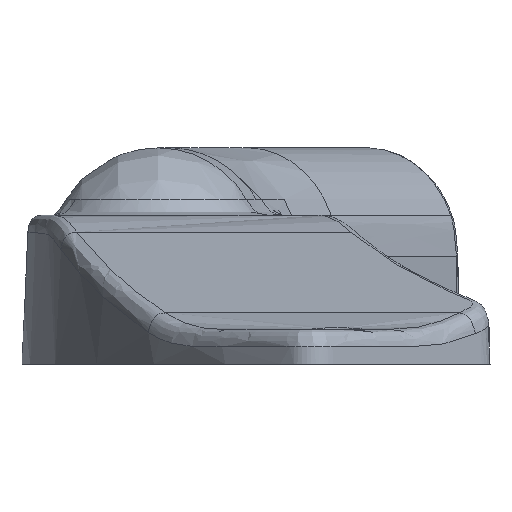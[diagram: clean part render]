
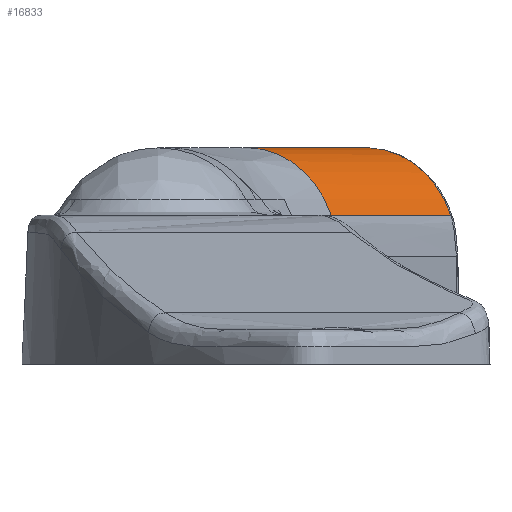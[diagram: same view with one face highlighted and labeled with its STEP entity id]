
A CAD part, left-side view. The second image highlights one B-rep face of the part: STEP entity #16833.
In plain terms, the highlighted cylindrical face has radius 6.25 mm (diameter 12.5 mm), a partial arc.
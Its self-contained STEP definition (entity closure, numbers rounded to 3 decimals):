
#145 = CARTESIAN_POINT ( 'NONE',  ( 34.996, -11.501, 9.633 ) ) ;
#239 = CARTESIAN_POINT ( 'NONE',  ( 39.945, -3.88, 11.245 ) ) ;
#394 = CARTESIAN_POINT ( 'NONE',  ( 40.77, -2.61, 9.535 ) ) ;
#2085 = VERTEX_POINT ( 'NONE', #394 ) ;
#2107 = VERTEX_POINT ( 'NONE', #17318 ) ;
#2112 = CARTESIAN_POINT ( 'NONE',  ( 29.122, 2.772, 12.5 ) ) ;
#2246 = ORIENTED_EDGE ( 'NONE', *, *, #6134, .F. ) ;
#2630 = ORIENTED_EDGE ( 'NONE', *, *, #8738, .F. ) ;
#2754 = CARTESIAN_POINT ( 'NONE',  ( 37.9, -7.028, 12.526 ) ) ;
#2991 = AXIS2_PLACEMENT_3D ( 'NONE', #16047, #3739, #3558 ) ;
#3329 = B_SPLINE_CURVE_WITH_KNOTS ( 'NONE', 3,
 ( #5621, #16893, #145, #12916, #4325, #4234, #7097, #8666, #17072, #2754, #9866, #14033, #4412, #14302, #239, #9957, #7004, #14213 ),
 .UNSPECIFIED., .F., .F.,
 ( 4, 2, 2, 2, 2, 2, 2, 2, 4 ),
 ( 0., 0.125, 0.25, 0.375, 0.5, 0.625, 0.75, 0.875, 1. ),
 .UNSPECIFIED. ) ;
#3368 = EDGE_LOOP ( 'NONE', ( #16718, #12261, #2246, #2630 ) ) ;
#3469 = FACE_OUTER_BOUND ( 'NONE', #3368, .T. ) ;
#3558 = DIRECTION ( 'NONE',  ( 0.545, 0.839, 0. ) ) ;
#3705 = CARTESIAN_POINT ( 'NONE',  ( 27.62, -7.313, 8.6 ) ) ;
#3739 = DIRECTION ( 'NONE',  ( 0.839, -0.545, 0. ) ) ;
#3800 = CARTESIAN_POINT ( 'NONE',  ( 24.07, -5.008, 8.6 ) ) ;
#4234 = CARTESIAN_POINT ( 'NONE',  ( 36.108, -9.788, 11.623 ) ) ;
#4325 = CARTESIAN_POINT ( 'NONE',  ( 35.605, -10.563, 10.943 ) ) ;
#4412 = CARTESIAN_POINT ( 'NONE',  ( 39.127, -5.139, 12.09 ) ) ;
#5621 = CARTESIAN_POINT ( 'NONE',  ( 34.722, -11.922, 8.599 ) ) ;
#5901 = EDGE_CURVE ( 'NONE', #15389, #13808, #13726, .T. ) ;
#6134 = EDGE_CURVE ( 'NONE', #2107, #2085, #17687, .T. ) ;
#6760 = CARTESIAN_POINT ( 'NONE',  ( 34.722, -11.922, 8.599 ) ) ;
#7004 = CARTESIAN_POINT ( 'NONE',  ( 40.606, -2.861, 10.024 ) ) ;
#7097 = CARTESIAN_POINT ( 'NONE',  ( 36.385, -9.361, 11.899 ) ) ;
#8204 =( BOUNDED_CURVE ( )  B_SPLINE_CURVE ( 2, ( #11994, #9131, #14775, #2112, #17720 ),
 .UNSPECIFIED., .F., .T. ) 
 B_SPLINE_CURVE_WITH_KNOTS ( ( 3, 2, 3 ),
 ( 0., 0.538, 1. ),
 .UNSPECIFIED. ) 
 CURVE ( )  GEOMETRIC_REPRESENTATION_ITEM ( )  RATIONAL_B_SPLINE_CURVE ( ( 0.889, 0.782, 1., 0.812, 0.865 ) ) 
 REPRESENTATION_ITEM ( '' )  );
#8360 = EDGE_CURVE ( 'NONE', #13808, #2085, #3329, .T. ) ;
#8666 = CARTESIAN_POINT ( 'NONE',  ( 36.97, -8.46, 12.303 ) ) ;
#8738 = EDGE_CURVE ( 'NONE', #15389, #2107, #8204, .T. ) ;
#9117 = CARTESIAN_POINT ( 'NONE',  ( 40.77, -2.61, 9.535 ) ) ;
#9131 = CARTESIAN_POINT ( 'NONE',  ( 24.931, -3.681, 12.5 ) ) ;
#9866 = CARTESIAN_POINT ( 'NONE',  ( 38.215, -6.543, 12.495 ) ) ;
#9957 = CARTESIAN_POINT ( 'NONE',  ( 40.405, -3.171, 10.47 ) ) ;
#11893 = CARTESIAN_POINT ( 'NONE',  ( 30.366, 4.147, 9.535 ) ) ;
#11978 = CARTESIAN_POINT ( 'NONE',  ( 30.119, 4.307, 9.535 ) ) ;
#11994 = CARTESIAN_POINT ( 'NONE',  ( 24.07, -5.008, 8.6 ) ) ;
#12063 = CARTESIAN_POINT ( 'NONE',  ( 33.918, 1.839, 9.534 ) ) ;
#12261 = ORIENTED_EDGE ( 'NONE', *, *, #8360, .T. ) ;
#12916 = CARTESIAN_POINT ( 'NONE',  ( 35.379, -10.911, 10.539 ) ) ;
#13175 = CARTESIAN_POINT ( 'NONE',  ( 24.07, -5.008, 8.6 ) ) ;
#13726 = B_SPLINE_CURVE_WITH_KNOTS ( 'NONE', 3,
 ( #3800, #3705, #17754, #6760 ),
 .UNSPECIFIED., .F., .F.,
 ( 4, 4 ),
 ( 0., 1. ),
 .UNSPECIFIED. ) ;
#13808 = VERTEX_POINT ( 'NONE', #15466 ) ;
#14033 = CARTESIAN_POINT ( 'NONE',  ( 38.829, -5.598, 12.277 ) ) ;
#14213 = CARTESIAN_POINT ( 'NONE',  ( 40.77, -2.61, 9.535 ) ) ;
#14302 = CARTESIAN_POINT ( 'NONE',  ( 39.685, -4.28, 11.574 ) ) ;
#14775 = CARTESIAN_POINT ( 'NONE',  ( 27.224, -0.15, 12.5 ) ) ;
#15389 = VERTEX_POINT ( 'NONE', #13175 ) ;
#15466 = CARTESIAN_POINT ( 'NONE',  ( 34.722, -11.922, 8.599 ) ) ;
#16047 = CARTESIAN_POINT ( 'NONE',  ( 32.549, -3.609, 6.25 ) ) ;
#16142 = CARTESIAN_POINT ( 'NONE',  ( 37.466, -0.466, 9.534 ) ) ;
#16402 = CYLINDRICAL_SURFACE ( 'NONE', #2991, 6.25 ) ;
#16718 = ORIENTED_EDGE ( 'NONE', *, *, #5901, .T. ) ;
#16833 = ADVANCED_FACE ( 'NONE', ( #3469 ), #16402, .T. ) ;
#16893 = CARTESIAN_POINT ( 'NONE',  ( 34.838, -11.744, 9.131 ) ) ;
#17072 = CARTESIAN_POINT ( 'NONE',  ( 37.278, -7.987, 12.43 ) ) ;
#17318 = CARTESIAN_POINT ( 'NONE',  ( 30.119, 4.307, 9.535 ) ) ;
#17687 = B_SPLINE_CURVE_WITH_KNOTS ( 'NONE', 3,
 ( #11978, #11893, #12063, #16142, #9117 ),
 .UNSPECIFIED., .F., .F.,
 ( 4, 1, 4 ),
 ( 0., 0.07, 1. ),
 .UNSPECIFIED. ) ;
#17720 = CARTESIAN_POINT ( 'NONE',  ( 30.119, 4.307, 9.535 ) ) ;
#17754 = CARTESIAN_POINT ( 'NONE',  ( 31.17, -9.619, 8.6 ) ) ;
